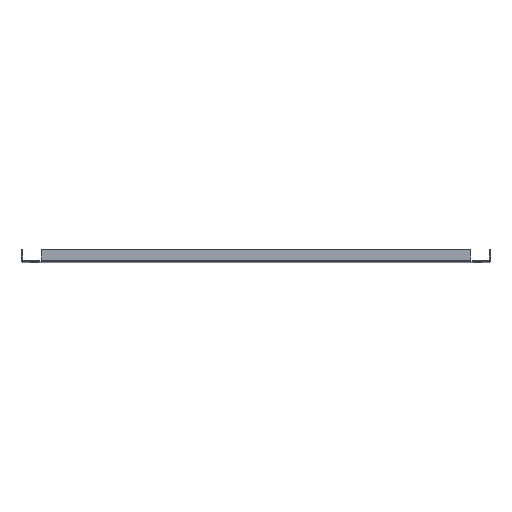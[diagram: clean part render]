
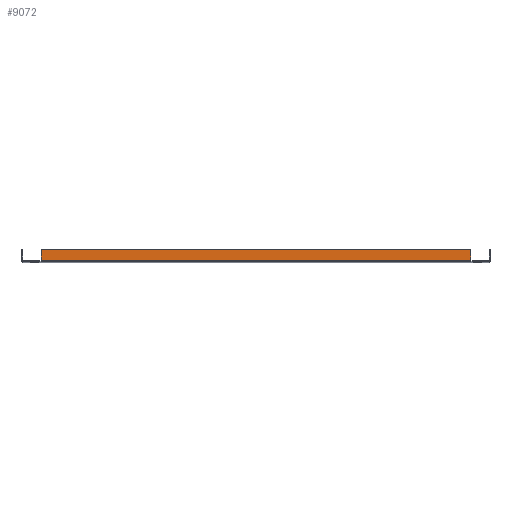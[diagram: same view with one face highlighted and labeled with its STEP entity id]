
A CAD part, top view. The second image highlights one B-rep face of the part: STEP entity #9072.
In plain terms, the highlighted planar face has unit normal (0, 0, 1).
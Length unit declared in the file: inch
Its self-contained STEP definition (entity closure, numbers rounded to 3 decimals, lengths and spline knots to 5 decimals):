
#1022 = VERTEX_POINT ( 'NONE', #3718 ) ;
#1111 = DIRECTION ( 'NONE',  ( 0., -1., 0. ) ) ;
#1872 = VERTEX_POINT ( 'NONE', #2914 ) ;
#1896 = ORIENTED_EDGE ( 'NONE', *, *, #7351, .F. ) ;
#2208 = VECTOR ( 'NONE', #5158, 39.37008 ) ;
#2661 = EDGE_LOOP ( 'NONE', ( #4247, #9445, #1896, #7931 ) ) ;
#2914 = CARTESIAN_POINT ( 'NONE',  ( 13.092, 0.75, 16. ) ) ;
#3021 = VERTEX_POINT ( 'NONE', #9106 ) ;
#3228 = FACE_OUTER_BOUND ( 'NONE', #2661, .T. ) ;
#3519 = LINE ( 'NONE', #5128, #7302 ) ;
#3718 = CARTESIAN_POINT ( 'NONE',  ( 13.092, 0.086, 16. ) ) ;
#4247 = ORIENTED_EDGE ( 'NONE', *, *, #8208, .F. ) ;
#5128 = CARTESIAN_POINT ( 'NONE',  ( 13.092, 0.086, 16. ) ) ;
#5158 = DIRECTION ( 'NONE',  ( 0., 1., 0. ) ) ;
#5362 = DIRECTION ( 'NONE',  ( -1., 0., 0. ) ) ;
#5416 = LINE ( 'NONE', #9164, #2208 ) ;
#5941 = LINE ( 'NONE', #9452, #7725 ) ;
#6165 = LINE ( 'NONE', #9528, #10376 ) ;
#6251 = EDGE_CURVE ( 'NONE', #1022, #7683, #3519, .T. ) ;
#6677 = CARTESIAN_POINT ( 'NONE',  ( -13.092, 0.086, 16. ) ) ;
#7302 = VECTOR ( 'NONE', #7681, 39.37008 ) ;
#7351 = EDGE_CURVE ( 'NONE', #1872, #1022, #5941, .T. ) ;
#7444 = AXIS2_PLACEMENT_3D ( 'NONE', #8481, #10111, #1111 ) ;
#7681 = DIRECTION ( 'NONE',  ( -1., 0., 0. ) ) ;
#7683 = VERTEX_POINT ( 'NONE', #6677 ) ;
#7725 = VECTOR ( 'NONE', #8435, 39.37008 ) ;
#7931 = ORIENTED_EDGE ( 'NONE', *, *, #8303, .T. ) ;
#8208 = EDGE_CURVE ( 'NONE', #7683, #3021, #5416, .T. ) ;
#8303 = EDGE_CURVE ( 'NONE', #1872, #3021, #6165, .T. ) ;
#8435 = DIRECTION ( 'NONE',  ( 0., -1., 0. ) ) ;
#8481 = CARTESIAN_POINT ( 'NONE',  ( -14.16392, 0.047, 16. ) ) ;
#9072 = ADVANCED_FACE ( 'NONE', ( #3228 ), #10218, .T. ) ;
#9106 = CARTESIAN_POINT ( 'NONE',  ( -13.092, 0.75, 16. ) ) ;
#9164 = CARTESIAN_POINT ( 'NONE',  ( -13.092, 0., 16. ) ) ;
#9445 = ORIENTED_EDGE ( 'NONE', *, *, #6251, .F. ) ;
#9452 = CARTESIAN_POINT ( 'NONE',  ( 13.092, 0., 16. ) ) ;
#9528 = CARTESIAN_POINT ( 'NONE',  ( 14.25, 0.75, 16. ) ) ;
#10111 = DIRECTION ( 'NONE',  ( 0., 0., 1. ) ) ;
#10218 = PLANE ( 'NONE',  #7444 ) ;
#10376 = VECTOR ( 'NONE', #5362, 39.37008 ) ;
